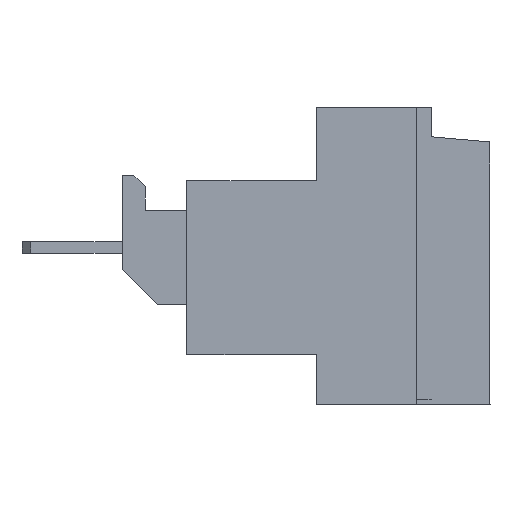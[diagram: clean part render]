
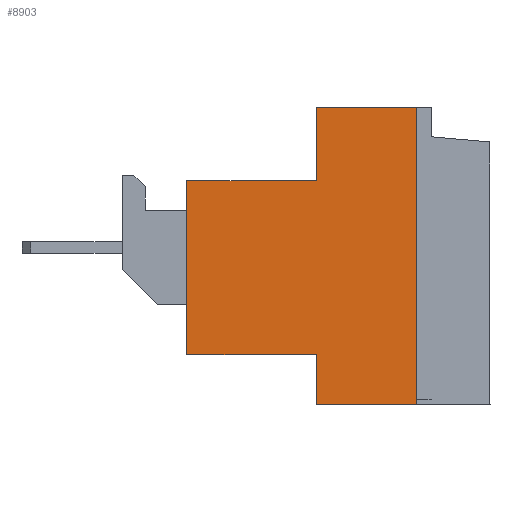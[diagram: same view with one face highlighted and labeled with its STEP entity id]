
A CAD part, front view. The second image highlights one B-rep face of the part: STEP entity #8903.
In plain terms, the highlighted planar face has unit normal (0, -1, 0).
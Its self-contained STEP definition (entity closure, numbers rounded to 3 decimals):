
#478=DIRECTION('',(0.,0.,1.));
#479=VECTOR('',#478,29.5);
#480=CARTESIAN_POINT('',(78.,-26.749,8.5));
#481=LINE('',#480,#479);
#2053=DIRECTION('',(-1.,0.,0.));
#2054=VECTOR('',#2053,22.015);
#2055=CARTESIAN_POINT('',(100.015,-26.749,8.5));
#2056=LINE('',#2055,#2054);
#2074=DIRECTION('',(0.,0.,1.));
#2075=VECTOR('',#2074,50.5);
#2076=CARTESIAN_POINT('',(117.,-26.749,
0.));
#2077=LINE('',#2076,#2075);
#2081=DIRECTION('',(-0.002,0.,-1.));
#2082=VECTOR('',#2081,8.5);
#2083=CARTESIAN_POINT('',(100.015,-26.749,8.5));
#2084=LINE('',#2083,#2082);
#2088=DIRECTION('',(-1.,0.,0.));
#2089=VECTOR('',#2088,22.);
#2090=CARTESIAN_POINT('',(100.,-26.749,38.));
#2091=LINE('',#2090,#2089);
#2095=DIRECTION('',(0.,0.,-1.));
#2096=VECTOR('',#2095,12.5);
#2097=CARTESIAN_POINT('',(100.,-26.749,50.5));
#2098=LINE('',#2097,#2096);
#2102=DIRECTION('',(-1.,0.,0.));
#2103=VECTOR('',#2102,17.);
#2104=CARTESIAN_POINT('',(117.,-26.749,50.5));
#2105=LINE('',#2104,#2103);
#2350=DIRECTION('',(-1.,0.,0.));
#2351=VECTOR('',#2350,17.);
#2352=CARTESIAN_POINT('',(117.,-26.749,
0.));
#2353=LINE('',#2352,#2351);
#6243=CARTESIAN_POINT('',(78.,-26.749,8.5));
#6244=VERTEX_POINT('',#6243);
#6249=CARTESIAN_POINT('',(100.015,-26.749,8.5));
#6250=VERTEX_POINT('',#6249);
#6253=CARTESIAN_POINT('',(100.,-26.749,
0.));
#6254=VERTEX_POINT('',#6253);
#6606=CARTESIAN_POINT('',(117.,-26.749,
0.));
#6607=VERTEX_POINT('',#6606);
#6612=CARTESIAN_POINT('',(117.,-26.749,50.5));
#6613=VERTEX_POINT('',#6612);
#6614=CARTESIAN_POINT('',(100.,-26.749,50.5));
#6615=VERTEX_POINT('',#6614);
#6616=CARTESIAN_POINT('',(100.,-26.749,38.));
#6617=VERTEX_POINT('',#6616);
#6618=CARTESIAN_POINT('',(78.,-26.749,38.));
#6619=VERTEX_POINT('',#6618);
#8882=CARTESIAN_POINT('',(97.5,-26.749,25.25));
#8883=DIRECTION('',(0.,1.,0.));
#8884=DIRECTION('',(0.,0.,1.));
#8885=AXIS2_PLACEMENT_3D('',#8882,#8883,#8884);
#8886=PLANE('',#8885);
#8888=ORIENTED_EDGE('',*,*,#8887,.F.);
#8890=ORIENTED_EDGE('',*,*,#8889,.T.);
#8892=ORIENTED_EDGE('',*,*,#8891,.F.);
#8893=ORIENTED_EDGE('',*,*,#8864,.T.);
#8894=ORIENTED_EDGE('',*,*,#7099,.T.);
#8896=ORIENTED_EDGE('',*,*,#8895,.F.);
#8898=ORIENTED_EDGE('',*,*,#8897,.F.);
#8900=ORIENTED_EDGE('',*,*,#8899,.F.);
#8901=EDGE_LOOP('',(#8888,#8890,#8892,#8893,#8894,#8896,#8898,#8900));
#8902=FACE_OUTER_BOUND('',#8901,.F.);
#7099=EDGE_CURVE('',#6244,#6619,#481,.T.);
#8864=EDGE_CURVE('',#6250,#6244,#2056,.T.);
#8887=EDGE_CURVE('',#6607,#6613,#2077,.T.);
#8889=EDGE_CURVE('',#6607,#6254,#2353,.T.);
#8891=EDGE_CURVE('',#6250,#6254,#2084,.T.);
#8895=EDGE_CURVE('',#6617,#6619,#2091,.T.);
#8897=EDGE_CURVE('',#6615,#6617,#2098,.T.);
#8899=EDGE_CURVE('',#6613,#6615,#2105,.T.);
#8903=ADVANCED_FACE('',(#8902),#8886,.F.);
